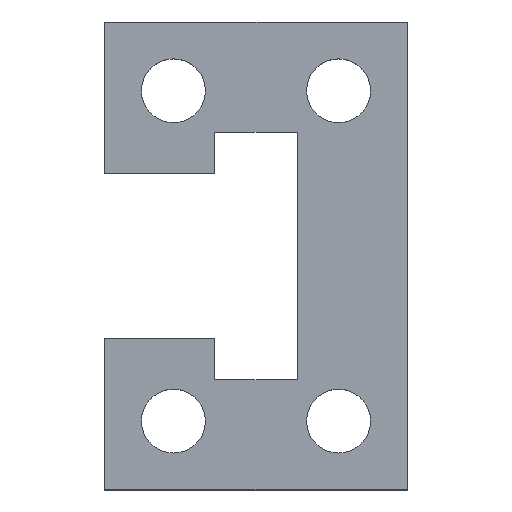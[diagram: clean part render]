
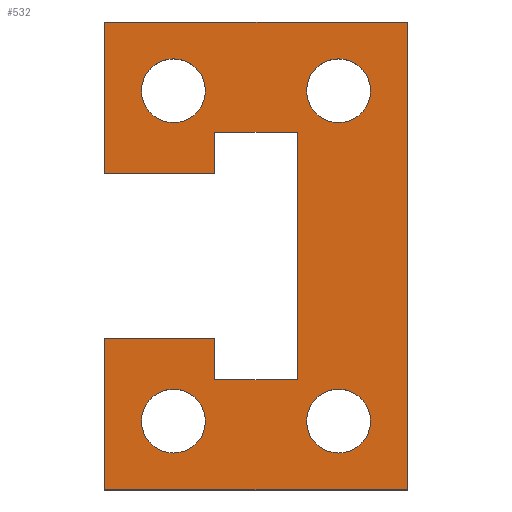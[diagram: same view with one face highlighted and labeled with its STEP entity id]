
A CAD part, top view. The second image highlights one B-rep face of the part: STEP entity #532.
In plain terms, the highlighted planar face has unit normal (0, 0, 1).
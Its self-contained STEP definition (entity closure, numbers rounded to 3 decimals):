
#33 = VERTEX_POINT('',#34);
#34 = CARTESIAN_POINT('',(13.97,-12.065,0.));
#51 = VERTEX_POINT('',#52);
#52 = CARTESIAN_POINT('',(13.97,-19.05,0.));
#58 = EDGE_CURVE('',#33,#51,#59,.T.);
#59 = LINE('',#60,#61);
#60 = CARTESIAN_POINT('',(13.97,-12.065,0.));
#61 = VECTOR('',#62,1.);
#62 = DIRECTION('',(0.,-1.,0.));
#82 = VERTEX_POINT('',#83);
#83 = CARTESIAN_POINT('',(19.05,-19.05,0.));
#89 = EDGE_CURVE('',#51,#82,#90,.T.);
#90 = LINE('',#91,#92);
#91 = CARTESIAN_POINT('',(13.97,-19.05,0.));
#92 = VECTOR('',#93,1.);
#93 = DIRECTION('',(1.,0.,0.));
#113 = VERTEX_POINT('',#114);
#114 = CARTESIAN_POINT('',(19.05,-17.145,0.));
#120 = EDGE_CURVE('',#82,#113,#121,.T.);
#121 = LINE('',#122,#123);
#122 = CARTESIAN_POINT('',(19.05,-19.05,0.));
#123 = VECTOR('',#124,1.);
#124 = DIRECTION('',(0.,1.,0.));
#144 = VERTEX_POINT('',#145);
#145 = CARTESIAN_POINT('',(22.86,-17.145,0.));
#151 = EDGE_CURVE('',#113,#144,#152,.T.);
#152 = LINE('',#153,#154);
#153 = CARTESIAN_POINT('',(19.05,-17.145,0.));
#154 = VECTOR('',#155,1.);
#155 = DIRECTION('',(1.,0.,0.));
#175 = VERTEX_POINT('',#176);
#176 = CARTESIAN_POINT('',(22.86,-28.575,0.));
#182 = EDGE_CURVE('',#144,#175,#183,.T.);
#183 = LINE('',#184,#185);
#184 = CARTESIAN_POINT('',(22.86,-17.145,0.));
#185 = VECTOR('',#186,1.);
#186 = DIRECTION('',(0.,-1.,0.));
#206 = VERTEX_POINT('',#207);
#207 = CARTESIAN_POINT('',(19.05,-28.575,0.));
#213 = EDGE_CURVE('',#175,#206,#214,.T.);
#214 = LINE('',#215,#216);
#215 = CARTESIAN_POINT('',(22.86,-28.575,0.));
#216 = VECTOR('',#217,1.);
#217 = DIRECTION('',(-1.,0.,0.));
#237 = VERTEX_POINT('',#238);
#238 = CARTESIAN_POINT('',(19.05,-26.67,0.));
#244 = EDGE_CURVE('',#206,#237,#245,.T.);
#245 = LINE('',#246,#247);
#246 = CARTESIAN_POINT('',(19.05,-28.575,0.));
#247 = VECTOR('',#248,1.);
#248 = DIRECTION('',(0.,1.,0.));
#268 = VERTEX_POINT('',#269);
#269 = CARTESIAN_POINT('',(13.97,-26.67,0.));
#275 = EDGE_CURVE('',#237,#268,#276,.T.);
#276 = LINE('',#277,#278);
#277 = CARTESIAN_POINT('',(19.05,-26.67,0.));
#278 = VECTOR('',#279,1.);
#279 = DIRECTION('',(-1.,0.,0.));
#299 = VERTEX_POINT('',#300);
#300 = CARTESIAN_POINT('',(13.97,-33.655,0.));
#306 = EDGE_CURVE('',#268,#299,#307,.T.);
#307 = LINE('',#308,#309);
#308 = CARTESIAN_POINT('',(13.97,-26.67,0.));
#309 = VECTOR('',#310,1.);
#310 = DIRECTION('',(0.,-1.,0.));
#330 = VERTEX_POINT('',#331);
#331 = CARTESIAN_POINT('',(27.94,-33.655,0.));
#337 = EDGE_CURVE('',#299,#330,#338,.T.);
#338 = LINE('',#339,#340);
#339 = CARTESIAN_POINT('',(13.97,-33.655,0.));
#340 = VECTOR('',#341,1.);
#341 = DIRECTION('',(1.,0.,0.));
#361 = VERTEX_POINT('',#362);
#362 = CARTESIAN_POINT('',(27.94,-12.065,0.));
#368 = EDGE_CURVE('',#330,#361,#369,.T.);
#369 = LINE('',#370,#371);
#370 = CARTESIAN_POINT('',(27.94,-33.655,0.));
#371 = VECTOR('',#372,1.);
#372 = DIRECTION('',(0.,1.,0.));
#390 = EDGE_CURVE('',#361,#33,#391,.T.);
#391 = LINE('',#392,#393);
#392 = CARTESIAN_POINT('',(27.94,-12.065,0.));
#393 = VECTOR('',#394,1.);
#394 = DIRECTION('',(-1.,0.,0.));
#405 = VERTEX_POINT('',#406);
#406 = CARTESIAN_POINT('',(26.238,-15.24,0.));
#422 = EDGE_CURVE('',#405,#405,#423,.T.);
#423 = CIRCLE('',#424,1.473);
#424 = AXIS2_PLACEMENT_3D('',#425,#426,#427);
#425 = CARTESIAN_POINT('',(24.765,-15.24,0.));
#426 = DIRECTION('',(0.,0.,-1.));
#427 = DIRECTION('',(1.,0.,0.));
#438 = VERTEX_POINT('',#439);
#439 = CARTESIAN_POINT('',(26.238,-30.48,0.));
#455 = EDGE_CURVE('',#438,#438,#456,.T.);
#456 = CIRCLE('',#457,1.473);
#457 = AXIS2_PLACEMENT_3D('',#458,#459,#460);
#458 = CARTESIAN_POINT('',(24.765,-30.48,0.));
#459 = DIRECTION('',(0.,0.,-1.));
#460 = DIRECTION('',(1.,0.,0.));
#471 = VERTEX_POINT('',#472);
#472 = CARTESIAN_POINT('',(18.618,-15.24,0.));
#488 = EDGE_CURVE('',#471,#471,#489,.T.);
#489 = CIRCLE('',#490,1.473);
#490 = AXIS2_PLACEMENT_3D('',#491,#492,#493);
#491 = CARTESIAN_POINT('',(17.145,-15.24,0.));
#492 = DIRECTION('',(0.,0.,-1.));
#493 = DIRECTION('',(1.,0.,0.));
#504 = VERTEX_POINT('',#505);
#505 = CARTESIAN_POINT('',(18.618,-30.48,0.));
#521 = EDGE_CURVE('',#504,#504,#522,.T.);
#522 = CIRCLE('',#523,1.473);
#523 = AXIS2_PLACEMENT_3D('',#524,#525,#526);
#524 = CARTESIAN_POINT('',(17.145,-30.48,0.));
#525 = DIRECTION('',(0.,0.,-1.));
#526 = DIRECTION('',(1.,0.,0.));
#532 = ADVANCED_FACE('',(#533,#547,#550,#553,#556),#559,.F.);
#533 = FACE_BOUND('',#534,.T.);
#534 = EDGE_LOOP('',(#535,#536,#537,#538,#539,#540,#541,#542,#543,#544,
    #545,#546));
#535 = ORIENTED_EDGE('',*,*,#58,.T.);
#536 = ORIENTED_EDGE('',*,*,#89,.T.);
#537 = ORIENTED_EDGE('',*,*,#120,.T.);
#538 = ORIENTED_EDGE('',*,*,#151,.T.);
#539 = ORIENTED_EDGE('',*,*,#182,.T.);
#540 = ORIENTED_EDGE('',*,*,#213,.T.);
#541 = ORIENTED_EDGE('',*,*,#244,.T.);
#542 = ORIENTED_EDGE('',*,*,#275,.T.);
#543 = ORIENTED_EDGE('',*,*,#306,.T.);
#544 = ORIENTED_EDGE('',*,*,#337,.T.);
#545 = ORIENTED_EDGE('',*,*,#368,.T.);
#546 = ORIENTED_EDGE('',*,*,#390,.T.);
#547 = FACE_BOUND('',#548,.T.);
#548 = EDGE_LOOP('',(#549));
#549 = ORIENTED_EDGE('',*,*,#422,.T.);
#550 = FACE_BOUND('',#551,.T.);
#551 = EDGE_LOOP('',(#552));
#552 = ORIENTED_EDGE('',*,*,#455,.T.);
#553 = FACE_BOUND('',#554,.T.);
#554 = EDGE_LOOP('',(#555));
#555 = ORIENTED_EDGE('',*,*,#488,.T.);
#556 = FACE_BOUND('',#557,.T.);
#557 = EDGE_LOOP('',(#558));
#558 = ORIENTED_EDGE('',*,*,#521,.T.);
#559 = PLANE('',#560);
#560 = AXIS2_PLACEMENT_3D('',#561,#562,#563);
#561 = CARTESIAN_POINT('',(13.97,-12.065,0.));
#562 = DIRECTION('',(0.,0.,-1.));
#563 = DIRECTION('',(-1.,0.,0.));
